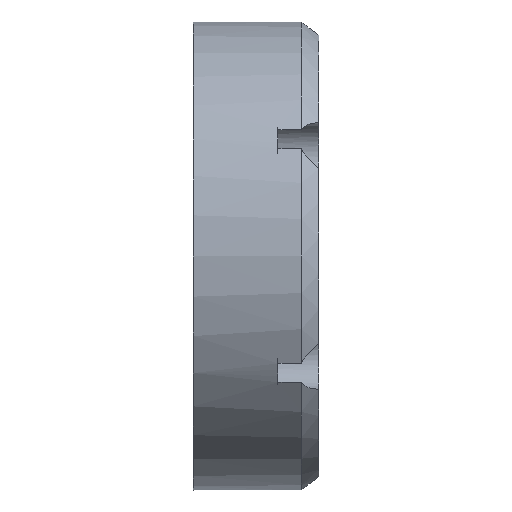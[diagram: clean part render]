
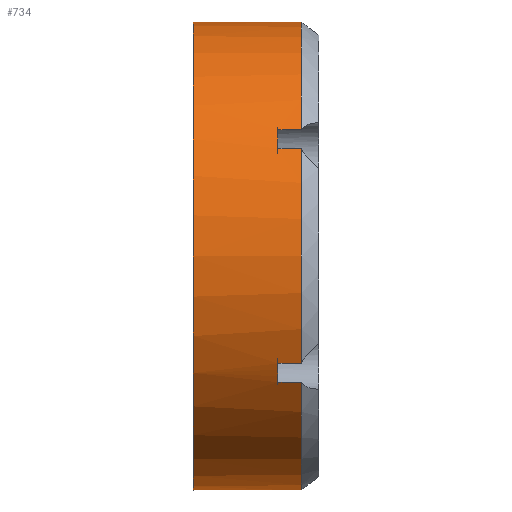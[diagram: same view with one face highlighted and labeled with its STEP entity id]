
A CAD part, left-side view. The second image highlights one B-rep face of the part: STEP entity #734.
In plain terms, the highlighted cylindrical face has radius 40 mm (diameter 80 mm), a full revolution.
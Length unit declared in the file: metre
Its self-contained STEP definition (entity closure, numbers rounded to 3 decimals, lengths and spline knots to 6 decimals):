
#38=CYLINDRICAL_SURFACE('',#797,0.04);
#61=CIRCLE('',#796,0.04);
#62=CIRCLE('',#798,0.04);
#63=CIRCLE('',#799,0.04);
#64=CIRCLE('',#800,0.04);
#65=CIRCLE('',#801,0.04);
#66=CIRCLE('',#802,0.04);
#67=CIRCLE('',#803,0.04);
#68=CIRCLE('',#804,0.04);
#69=CIRCLE('',#805,0.04);
#70=CIRCLE('',#806,0.04);
#71=CIRCLE('',#807,0.04);
#72=CIRCLE('',#808,0.04);
#73=CIRCLE('',#809,0.04);
#125=ORIENTED_EDGE('',*,*,#328,.T.);
#126=ORIENTED_EDGE('',*,*,#329,.F.);
#127=ORIENTED_EDGE('',*,*,#330,.T.);
#128=ORIENTED_EDGE('',*,*,#331,.T.);
#129=ORIENTED_EDGE('',*,*,#332,.T.);
#130=ORIENTED_EDGE('',*,*,#333,.F.);
#131=ORIENTED_EDGE('',*,*,#334,.T.);
#132=ORIENTED_EDGE('',*,*,#335,.T.);
#133=ORIENTED_EDGE('',*,*,#336,.T.);
#134=ORIENTED_EDGE('',*,*,#337,.F.);
#135=ORIENTED_EDGE('',*,*,#338,.T.);
#136=ORIENTED_EDGE('',*,*,#339,.T.);
#137=ORIENTED_EDGE('',*,*,#340,.T.);
#138=ORIENTED_EDGE('',*,*,#341,.F.);
#139=ORIENTED_EDGE('',*,*,#342,.T.);
#140=ORIENTED_EDGE('',*,*,#343,.T.);
#141=ORIENTED_EDGE('',*,*,#344,.T.);
#142=ORIENTED_EDGE('',*,*,#345,.F.);
#143=ORIENTED_EDGE('',*,*,#346,.T.);
#144=ORIENTED_EDGE('',*,*,#347,.T.);
#145=ORIENTED_EDGE('',*,*,#348,.T.);
#146=ORIENTED_EDGE('',*,*,#349,.F.);
#147=ORIENTED_EDGE('',*,*,#350,.T.);
#148=ORIENTED_EDGE('',*,*,#351,.T.);
#149=ORIENTED_EDGE('',*,*,#327,.T.);
#327=EDGE_CURVE('',#428,#428,#61,.T.);
#328=EDGE_CURVE('',#429,#430,#498,.T.);
#329=EDGE_CURVE('',#431,#430,#62,.T.);
#330=EDGE_CURVE('',#431,#432,#499,.T.);
#331=EDGE_CURVE('',#432,#433,#63,.T.);
#332=EDGE_CURVE('',#433,#434,#500,.T.);
#333=EDGE_CURVE('',#435,#434,#64,.T.);
#334=EDGE_CURVE('',#435,#436,#501,.T.);
#335=EDGE_CURVE('',#436,#437,#65,.T.);
#336=EDGE_CURVE('',#437,#438,#502,.T.);
#337=EDGE_CURVE('',#439,#438,#66,.T.);
#338=EDGE_CURVE('',#439,#440,#503,.T.);
#339=EDGE_CURVE('',#440,#441,#67,.T.);
#340=EDGE_CURVE('',#441,#442,#504,.T.);
#341=EDGE_CURVE('',#443,#442,#68,.T.);
#342=EDGE_CURVE('',#443,#444,#505,.T.);
#343=EDGE_CURVE('',#444,#445,#69,.T.);
#344=EDGE_CURVE('',#445,#446,#506,.T.);
#345=EDGE_CURVE('',#447,#446,#70,.T.);
#346=EDGE_CURVE('',#447,#448,#507,.T.);
#347=EDGE_CURVE('',#448,#449,#71,.T.);
#348=EDGE_CURVE('',#449,#450,#508,.T.);
#349=EDGE_CURVE('',#451,#450,#72,.T.);
#350=EDGE_CURVE('',#451,#452,#509,.T.);
#351=EDGE_CURVE('',#452,#429,#73,.T.);
#428=VERTEX_POINT('',#1142);
#429=VERTEX_POINT('',#1145);
#430=VERTEX_POINT('',#1146);
#431=VERTEX_POINT('',#1148);
#432=VERTEX_POINT('',#1150);
#433=VERTEX_POINT('',#1152);
#434=VERTEX_POINT('',#1154);
#435=VERTEX_POINT('',#1156);
#436=VERTEX_POINT('',#1158);
#437=VERTEX_POINT('',#1160);
#438=VERTEX_POINT('',#1162);
#439=VERTEX_POINT('',#1164);
#440=VERTEX_POINT('',#1166);
#441=VERTEX_POINT('',#1168);
#442=VERTEX_POINT('',#1170);
#443=VERTEX_POINT('',#1172);
#444=VERTEX_POINT('',#1174);
#445=VERTEX_POINT('',#1176);
#446=VERTEX_POINT('',#1178);
#447=VERTEX_POINT('',#1180);
#448=VERTEX_POINT('',#1182);
#449=VERTEX_POINT('',#1184);
#450=VERTEX_POINT('',#1186);
#451=VERTEX_POINT('',#1188);
#452=VERTEX_POINT('',#1190);
#498=LINE('',#1144,#540);
#499=LINE('',#1149,#541);
#500=LINE('',#1153,#542);
#501=LINE('',#1157,#543);
#502=LINE('',#1161,#544);
#503=LINE('',#1165,#545);
#504=LINE('',#1169,#546);
#505=LINE('',#1173,#547);
#506=LINE('',#1177,#548);
#507=LINE('',#1181,#549);
#508=LINE('',#1185,#550);
#509=LINE('',#1189,#551);
#540=VECTOR('',#914,1.);
#541=VECTOR('',#917,1.);
#542=VECTOR('',#920,1.);
#543=VECTOR('',#923,1.);
#544=VECTOR('',#926,1.);
#545=VECTOR('',#929,1.);
#546=VECTOR('',#932,1.);
#547=VECTOR('',#935,1.);
#548=VECTOR('',#938,1.);
#549=VECTOR('',#941,1.);
#550=VECTOR('',#944,1.);
#551=VECTOR('',#947,1.);
#582=EDGE_LOOP('',(#125,#126,#127,#128,#129,#130,#131,#132,#133,#134,#135,
#136,#137,#138,#139,#140,#141,#142,#143,#144,#145,#146,#147,#148));
#583=EDGE_LOOP('',(#149));
#652=FACE_BOUND('',#582,.T.);
#653=FACE_BOUND('',#583,.T.);
#734=ADVANCED_FACE('',(#652,#653),#38,.T.);
#796=AXIS2_PLACEMENT_3D('',#1141,#910,#911);
#797=AXIS2_PLACEMENT_3D('',#1143,#912,#913);
#798=AXIS2_PLACEMENT_3D('',#1147,#915,#916);
#799=AXIS2_PLACEMENT_3D('',#1151,#918,#919);
#800=AXIS2_PLACEMENT_3D('',#1155,#921,#922);
#801=AXIS2_PLACEMENT_3D('',#1159,#924,#925);
#802=AXIS2_PLACEMENT_3D('',#1163,#927,#928);
#803=AXIS2_PLACEMENT_3D('',#1167,#930,#931);
#804=AXIS2_PLACEMENT_3D('',#1171,#933,#934);
#805=AXIS2_PLACEMENT_3D('',#1175,#936,#937);
#806=AXIS2_PLACEMENT_3D('',#1179,#939,#940);
#807=AXIS2_PLACEMENT_3D('',#1183,#942,#943);
#808=AXIS2_PLACEMENT_3D('',#1187,#945,#946);
#809=AXIS2_PLACEMENT_3D('',#1191,#948,#949);
#910=DIRECTION('',(0.,-1.,0.));
#911=DIRECTION('',(1.,0.,0.));
#912=DIRECTION('',(0.,-1.,0.));
#913=DIRECTION('',(1.,0.,0.));
#914=DIRECTION('',(0.,-1.,0.));
#915=DIRECTION('',(0.,-1.,0.));
#916=DIRECTION('',(1.,0.,0.));
#917=DIRECTION('',(0.,1.,0.));
#918=DIRECTION('',(0.,1.,0.));
#919=DIRECTION('',(1.,0.,0.));
#920=DIRECTION('',(0.,-1.,0.));
#921=DIRECTION('',(0.,-1.,0.));
#922=DIRECTION('',(1.,0.,0.));
#923=DIRECTION('',(0.,1.,0.));
#924=DIRECTION('',(0.,1.,0.));
#925=DIRECTION('',(1.,0.,0.));
#926=DIRECTION('',(0.,-1.,0.));
#927=DIRECTION('',(0.,-1.,0.));
#928=DIRECTION('',(1.,0.,0.));
#929=DIRECTION('',(0.,1.,0.));
#930=DIRECTION('',(0.,1.,0.));
#931=DIRECTION('',(1.,0.,0.));
#932=DIRECTION('',(0.,-1.,0.));
#933=DIRECTION('',(0.,-1.,0.));
#934=DIRECTION('',(1.,0.,0.));
#935=DIRECTION('',(0.,1.,0.));
#936=DIRECTION('',(0.,1.,0.));
#937=DIRECTION('',(1.,0.,0.));
#938=DIRECTION('',(0.,-1.,0.));
#939=DIRECTION('',(0.,-1.,0.));
#940=DIRECTION('',(1.,0.,0.));
#941=DIRECTION('',(0.,1.,0.));
#942=DIRECTION('',(0.,1.,0.));
#943=DIRECTION('',(1.,0.,0.));
#944=DIRECTION('',(0.,-1.,0.));
#945=DIRECTION('',(0.,-1.,0.));
#946=DIRECTION('',(1.,0.,0.));
#947=DIRECTION('',(0.,1.,0.));
#948=DIRECTION('',(0.,1.,0.));
#949=DIRECTION('',(1.,0.,0.));
#1141=CARTESIAN_POINT('',(0.,0.,0.));
#1142=CARTESIAN_POINT('',(0.04,0.,0.));
#1143=CARTESIAN_POINT('',(0.,0.,0.));
#1144=CARTESIAN_POINT('',(0.035535,-0.018,0.018365));
#1145=CARTESIAN_POINT('',(0.035535,-0.0145,0.018365));
#1146=CARTESIAN_POINT('',(0.035535,-0.0185,0.018365));
#1147=CARTESIAN_POINT('',(0.,-0.0185,0.));
#1148=CARTESIAN_POINT('',(0.035535,-0.0185,-0.018365));
#1149=CARTESIAN_POINT('',(0.035535,-0.018,-0.018365));
#1150=CARTESIAN_POINT('',(0.035535,-0.0145,-0.018365));
#1151=CARTESIAN_POINT('',(0.,-0.0145,0.));
#1152=CARTESIAN_POINT('',(0.033672,-0.0145,-0.021591));
#1153=CARTESIAN_POINT('',(0.033672,-0.018,-0.021591));
#1154=CARTESIAN_POINT('',(0.033672,-0.0185,-0.021591));
#1155=CARTESIAN_POINT('',(0.,-0.0185,0.));
#1156=CARTESIAN_POINT('',(0.001863,-0.0185,-0.039957));
#1157=CARTESIAN_POINT('',(0.001863,-0.018,-0.039957));
#1158=CARTESIAN_POINT('',(0.001863,-0.0145,-0.039957));
#1159=CARTESIAN_POINT('',(0.,-0.0145,0.));
#1160=CARTESIAN_POINT('',(-0.001863,-0.0145,-0.039957));
#1161=CARTESIAN_POINT('',(-0.001863,-0.018,-0.039957));
#1162=CARTESIAN_POINT('',(-0.001863,-0.0185,-0.039957));
#1163=CARTESIAN_POINT('',(0.,-0.0185,0.));
#1164=CARTESIAN_POINT('',(-0.033672,-0.0185,-0.021591));
#1165=CARTESIAN_POINT('',(-0.033672,-0.018,-0.021591));
#1166=CARTESIAN_POINT('',(-0.033672,-0.0145,-0.021591));
#1167=CARTESIAN_POINT('',(0.,-0.0145,0.));
#1168=CARTESIAN_POINT('',(-0.035535,-0.0145,-0.018365));
#1169=CARTESIAN_POINT('',(-0.035535,-0.018,-0.018365));
#1170=CARTESIAN_POINT('',(-0.035535,-0.0185,-0.018365));
#1171=CARTESIAN_POINT('',(0.,-0.0185,0.));
#1172=CARTESIAN_POINT('',(-0.035535,-0.0185,0.018365));
#1173=CARTESIAN_POINT('',(-0.035535,-0.018,0.018365));
#1174=CARTESIAN_POINT('',(-0.035535,-0.0145,0.018365));
#1175=CARTESIAN_POINT('',(0.,-0.0145,0.));
#1176=CARTESIAN_POINT('',(-0.033672,-0.0145,0.021591));
#1177=CARTESIAN_POINT('',(-0.033672,-0.018,0.021591));
#1178=CARTESIAN_POINT('',(-0.033672,-0.0185,0.021591));
#1179=CARTESIAN_POINT('',(0.,-0.0185,0.));
#1180=CARTESIAN_POINT('',(-0.001863,-0.0185,0.039957));
#1181=CARTESIAN_POINT('',(-0.001863,-0.018,0.039957));
#1182=CARTESIAN_POINT('',(-0.001863,-0.0145,0.039957));
#1183=CARTESIAN_POINT('',(0.,-0.0145,0.));
#1184=CARTESIAN_POINT('',(0.001863,-0.0145,0.039957));
#1185=CARTESIAN_POINT('',(0.001863,-0.018,0.039957));
#1186=CARTESIAN_POINT('',(0.001863,-0.0185,0.039957));
#1187=CARTESIAN_POINT('',(0.,-0.0185,0.));
#1188=CARTESIAN_POINT('',(0.033672,-0.0185,0.021591));
#1189=CARTESIAN_POINT('',(0.033672,-0.018,0.021591));
#1190=CARTESIAN_POINT('',(0.033672,-0.0145,0.021591));
#1191=CARTESIAN_POINT('',(0.,-0.0145,0.));
